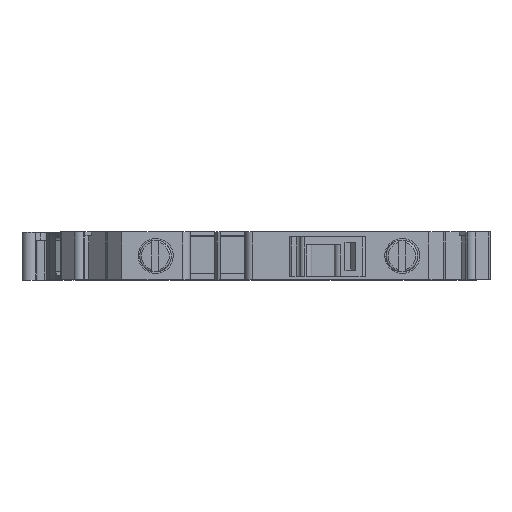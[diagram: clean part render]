
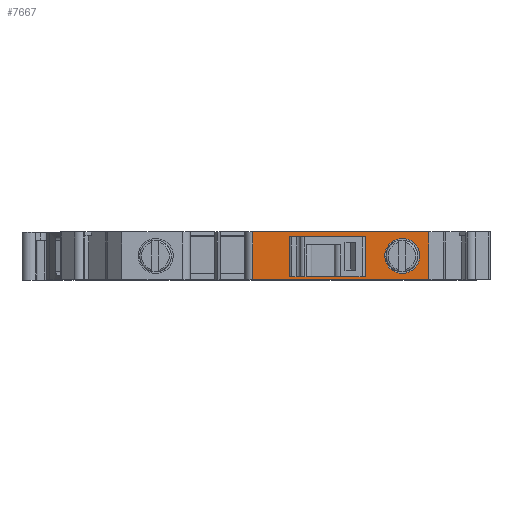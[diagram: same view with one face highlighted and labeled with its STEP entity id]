
A CAD part, top view. The second image highlights one B-rep face of the part: STEP entity #7667.
In plain terms, the highlighted planar face has unit normal (0, 0, 1).
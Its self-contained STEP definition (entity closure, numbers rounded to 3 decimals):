
#335=CIRCLE('',#8215,2.2);
#1763=ORIENTED_EDGE('',*,*,#2476,.T.);
#1764=ORIENTED_EDGE('',*,*,#2474,.F.);
#1765=ORIENTED_EDGE('',*,*,#2472,.T.);
#1766=ORIENTED_EDGE('',*,*,#2469,.T.);
#1767=ORIENTED_EDGE('',*,*,#2795,.T.);
#1768=ORIENTED_EDGE('',*,*,#2796,.T.);
#1769=ORIENTED_EDGE('',*,*,#2485,.F.);
#1770=ORIENTED_EDGE('',*,*,#2792,.T.);
#1771=ORIENTED_EDGE('',*,*,#2797,.F.);
#2469=EDGE_CURVE('',#3144,#3145,#3623,.T.);
#2472=EDGE_CURVE('',#3146,#3144,#3625,.T.);
#2474=EDGE_CURVE('',#3146,#3147,#3627,.T.);
#2476=EDGE_CURVE('',#3145,#3147,#3628,.F.);
#2485=EDGE_CURVE('',#3156,#3157,#3637,.T.);
#2792=EDGE_CURVE('',#3156,#3346,#3850,.F.);
#2795=EDGE_CURVE('',#3346,#3348,#3852,.T.);
#2796=EDGE_CURVE('',#3348,#3157,#3853,.T.);
#2797=EDGE_CURVE('',#3349,#3349,#335,.T.);
#3144=VERTEX_POINT('',#10970);
#3145=VERTEX_POINT('',#10971);
#3146=VERTEX_POINT('',#10976);
#3147=VERTEX_POINT('',#10980);
#3156=VERTEX_POINT('',#11004);
#3157=VERTEX_POINT('',#11005);
#3346=VERTEX_POINT('',#11614);
#3348=VERTEX_POINT('',#11620);
#3349=VERTEX_POINT('',#11623);
#3623=LINE('',#10969,#4119);
#3625=LINE('',#10975,#4121);
#3627=LINE('',#10979,#4123);
#3628=LINE('',#10983,#4124);
#3637=LINE('',#11003,#4133);
#3850=LINE('',#11613,#4346);
#3852=LINE('',#11619,#4348);
#3853=LINE('',#11621,#4349);
#4119=VECTOR('',#9076,1000.);
#4121=VECTOR('',#9082,1000.);
#4123=VECTOR('',#9086,1000.);
#4124=VECTOR('',#9091,1000.);
#4133=VECTOR('',#9106,1000.);
#4346=VECTOR('',#9733,1000.);
#4348=VECTOR('',#9739,1000.);
#4349=VECTOR('',#9740,1000.);
#4663=EDGE_LOOP('',(#1763,#1764,#1765,#1766));
#4664=EDGE_LOOP('',(#1767,#1768,#1769,#1770));
#4665=EDGE_LOOP('',(#1771));
#5005=FACE_BOUND('',#4663,.T.);
#5006=FACE_BOUND('',#4664,.T.);
#5007=FACE_BOUND('',#4665,.T.);
#5203=PLANE('',#8214);
#7667=ADVANCED_FACE('',(#5005,#5006,#5007),#5203,.F.);
#8214=AXIS2_PLACEMENT_3D('',#11618,#9737,#9738);
#8215=AXIS2_PLACEMENT_3D('',#11622,#9741,#9742);
#9076=DIRECTION('',(1.,0.,0.));
#9082=DIRECTION('',(0.,1.,0.));
#9086=DIRECTION('',(1.,0.,0.));
#9091=DIRECTION('',(0.,1.,0.));
#9106=DIRECTION('',(1.,0.,0.));
#9733=DIRECTION('',(0.,1.,0.));
#9737=DIRECTION('',(0.,0.,-1.));
#9738=DIRECTION('',(-1.,0.,0.));
#9739=DIRECTION('',(1.,0.,0.));
#9740=DIRECTION('',(0.,1.,0.));
#9741=DIRECTION('',(0.,0.,1.));
#9742=DIRECTION('',(1.,0.,0.));
#10969=CARTESIAN_POINT('',(1.815,1.388,18.));
#10970=CARTESIAN_POINT('',(0.565,1.388,18.));
#10971=CARTESIAN_POINT('',(8.195,1.388,18.));
#10975=CARTESIAN_POINT('',(0.565,2.388,18.));
#10976=CARTESIAN_POINT('',(0.565,-1.612,18.));
#10979=CARTESIAN_POINT('',(1.815,-1.612,18.));
#10980=CARTESIAN_POINT('',(8.195,-1.612,18.));
#10983=CARTESIAN_POINT('',(8.195,-2.612,18.));
#11003=CARTESIAN_POINT('',(-40.,3.02,18.));
#11004=CARTESIAN_POINT('',(-4.075,3.02,18.));
#11005=CARTESIAN_POINT('',(18.073,3.02,18.));
#11613=CARTESIAN_POINT('',(-4.075,3.02,18.));
#11614=CARTESIAN_POINT('',(-4.075,-2.98,18.));
#11618=CARTESIAN_POINT('',(-40.,3.02,18.));
#11619=CARTESIAN_POINT('',(-40.,-2.98,18.));
#11620=CARTESIAN_POINT('',(18.073,-2.98,18.));
#11621=CARTESIAN_POINT('',(18.073,-5.,18.));
#11622=CARTESIAN_POINT('',(14.72,0.,18.));
#11623=CARTESIAN_POINT('',(16.92,0.,18.));
